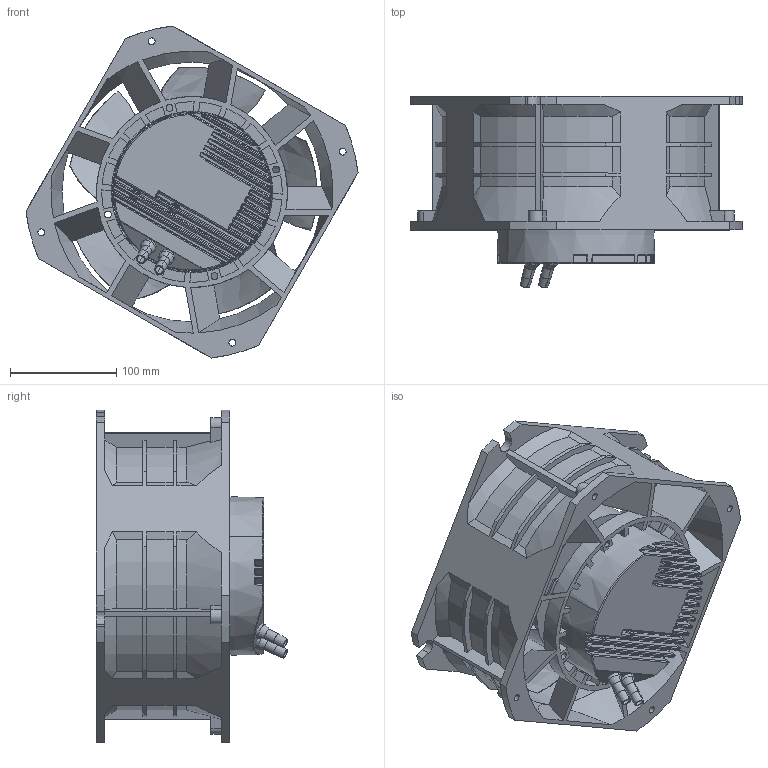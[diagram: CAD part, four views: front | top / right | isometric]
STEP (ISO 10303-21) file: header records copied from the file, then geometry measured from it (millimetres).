
FILE_DESCRIPTION((''),'2;1');
FILE_NAME('ASM0006_ASM','2014-06-03T',('YICHING.CHIOU'),(''),'PRO/ENGINEER BY PARAMETRIC TECHNOLOGY CORPORATION, 2007310','PRO/ENGINEER BY PARAMETRIC TECHNOLOGY CORPORATION, 2007310','');
FILE_SCHEMA(('CONFIG_CONTROL_DESIGN'));
Length unit declared in the file: millimetre
Products named in the file (9): PRT0020_AF0; PRT0021; ASM0010_ASM; ASM0009_ASM; ASM0008_ASM; PRT0023; ASM0007_ASM; SAMPLE3-253T4-REV00; ASM0006_ASM
Assembly tree (9 placements, depth 6):
  ASM0006_ASM
    ASM0007_ASM
      ASM0008_ASM
        ASM0009_ASM
          ASM0010_ASM
            PRT0020_AF0
            PRT0021  x2
      PRT0023
    SAMPLE3-253T4-REV00
Bounding box: 312.93 x 180.52 x 312.93 mm (x, y, z)
Volume: 2245344.3 mm3; surface area: 548732.1 mm2
Topology: 5 solids, 5 shells, 1037 faces, 2762 edges, 1663 vertices
Faces by surface type: cylinder 387, plane 340, bspline 117, sphere 83, cone 64, torus 46
Entity records: 39656 total; most frequent: CARTESIAN_POINT 15301, ORIENTED_EDGE 5268, DIRECTION 4937, EDGE_CURVE 2634, AXIS2_PLACEMENT_3D 1944, VERTEX_POINT 1631, EDGE_LOOP 1073, VECTOR 1049
